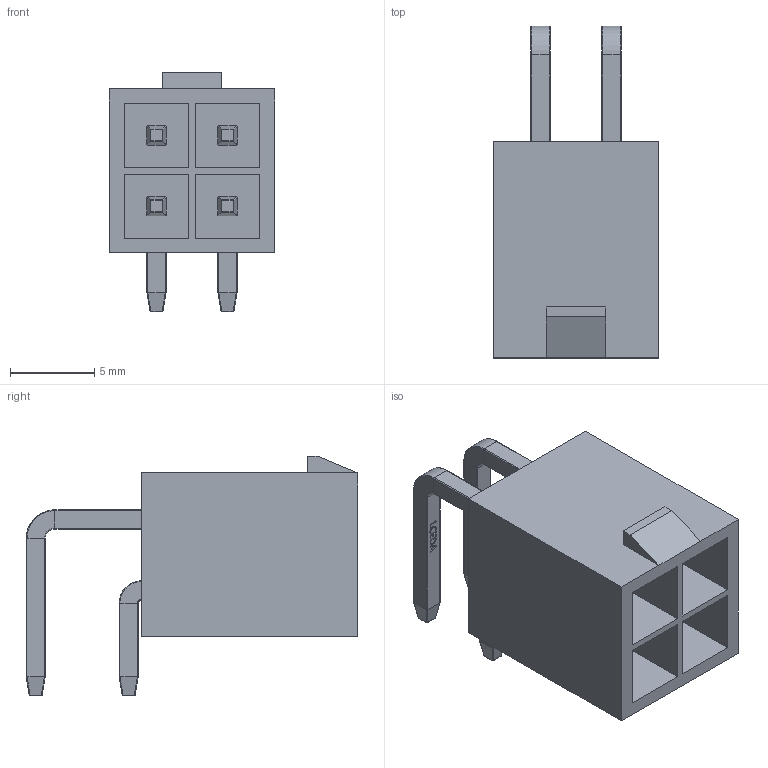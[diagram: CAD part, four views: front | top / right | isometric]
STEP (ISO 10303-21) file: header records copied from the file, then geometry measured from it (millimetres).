
FILE_DESCRIPTION(/* description */ ('STEP AP214'),/* implementation_level */ '2;1');
FILE_NAME(/* name */ 'HC-5557-4.2-2x2AW.step',/* time_stamp */ '2024-11-14T10:55:51+08:00',/* author */ (''),/* organization */ (''),/* preprocessor_version */ 'ST-DEVELOPER v20',/* originating_system */ 'Autodesk Translation Framework v13.20.0.188',/* authorisation */ '');
FILE_SCHEMA (('AUTOMOTIVE_DESIGN { 1 0 10303 214 3 1 1 }'));
Length unit declared in the file: millimetre
Products named in the file (1): CONN-TH_MX4.20-WI-2x2P
Bounding box: 9.8 x 19.64 x 14.2 mm (x, y, z)
Volume: 646.6 mm3; surface area: 1776.8 mm2
Topology: 1 solids, 1 shells, 397 faces, 993 edges, 592 vertices
Faces by surface type: plane 209, cylinder 112, sphere 32, bspline 28, torus 16
Entity records: 13221 total; most frequent: CARTESIAN_POINT 3547, ORIENTED_EDGE 1922, DIRECTION 1861, EDGE_CURVE 961, LINE 689, VECTOR 689, VERTEX_POINT 592, AXIS2_PLACEMENT_3D 586
